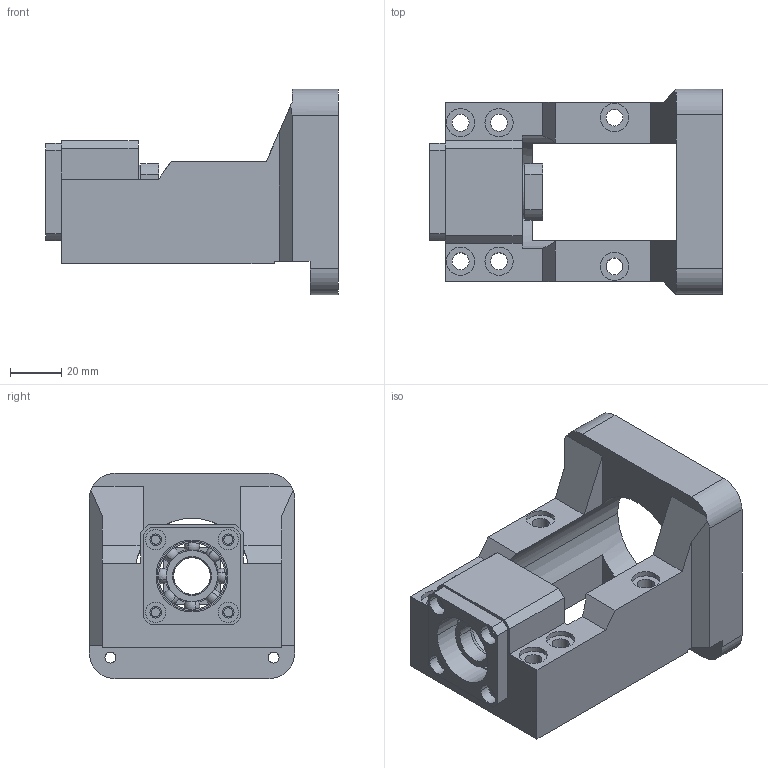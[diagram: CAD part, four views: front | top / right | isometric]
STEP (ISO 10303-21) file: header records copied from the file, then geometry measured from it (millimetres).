
FILE_DESCRIPTION(('CATIA V5 STEP Exchange'),'2;1');
FILE_NAME('TKZA15-80A-XT01580023.stp','2019-10-24T15:35:01+00:00',('none'),('none'),'CATIA Version 5 Release 20 GA (IN-10)','CATIA V5 STEP AP203','none');
FILE_SCHEMA(('CONFIG_CONTROL_DESIGN'));
Length unit declared in the file: millimetre
Products named in the file (1): TKZA15-80A-XT01580023_AllCATPart
Bounding box: 114 x 80 x 80 mm (x, y, z)
Volume: 209222.4 mm3; surface area: 59199.2 mm2
Topology: 18 solids, 21 shells, 262 faces, 644 edges, 388 vertices
Faces by surface type: cylinder 120, plane 82, sphere 32, torus 24, cone 4
Entity records: 6618 total; most frequent: CARTESIAN_POINT 1163, ORIENTED_EDGE 1160, DIRECTION 878, EDGE_CURVE 580, AXIS2_PLACEMENT_3D 483, VERTEX_POINT 388, CIRCLE 328, EDGE_LOOP 320
